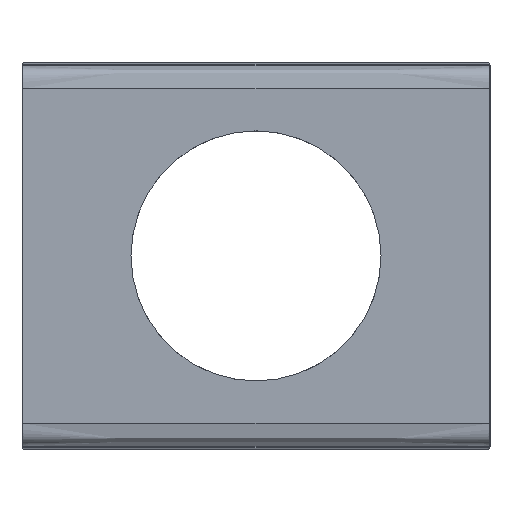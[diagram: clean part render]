
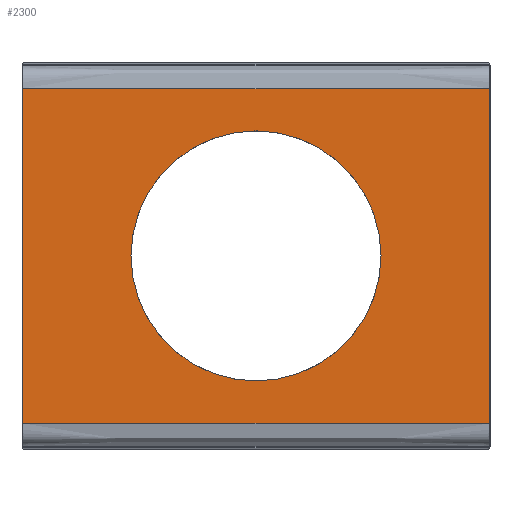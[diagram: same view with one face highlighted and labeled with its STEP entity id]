
A CAD part, top view. The second image highlights one B-rep face of the part: STEP entity #2300.
In plain terms, the highlighted planar face has unit normal (0, 0, -1).
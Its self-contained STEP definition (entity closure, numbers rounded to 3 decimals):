
#1109=AXIS2_PLACEMENT_3D('Circle Axis2P3D',#1107,#1108,$) ;
#1130=AXIS2_PLACEMENT_3D('Circle Axis2P3D',#1128,#1129,$) ;
#2288=AXIS2_PLACEMENT_3D('Plane Axis2P3D',#2285,#2286,#2287) ;
#1104=CARTESIAN_POINT('Vertex',(-26.8,0.,8.5)) ;
#1107=CARTESIAN_POINT('Axis2P3D Location',(0.,0.,8.5)) ;
#1111=CARTESIAN_POINT('Vertex',(26.8,0.,8.5)) ;
#1128=CARTESIAN_POINT('Axis2P3D Location',(0.,0.,8.5)) ;
#1851=CARTESIAN_POINT('Vertex',(50.,-35.881,8.5)) ;
#1854=CARTESIAN_POINT('Line Origine',(50.,0.,8.5)) ;
#1858=CARTESIAN_POINT('Vertex',(50.,35.881,8.5)) ;
#1987=CARTESIAN_POINT('Line Origine',(0.,35.881,8.5)) ;
#1991=CARTESIAN_POINT('Vertex',(-50.,35.881,8.5)) ;
#2083=CARTESIAN_POINT('Line Origine',(-50.,0.,8.5)) ;
#2087=CARTESIAN_POINT('Vertex',(-50.,-35.881,8.5)) ;
#2138=CARTESIAN_POINT('Line Origine',(0.,-35.881,8.5)) ;
#2285=CARTESIAN_POINT('Axis2P3D Location',(0.,35.881,8.5)) ;
#1108=DIRECTION('Axis2P3D Direction',(0.,0.,1.)) ;
#1129=DIRECTION('Axis2P3D Direction',(0.,0.,1.)) ;
#1855=DIRECTION('Vector Direction',(0.,-1.,0.)) ;
#1988=DIRECTION('Vector Direction',(1.,0.,0.)) ;
#2084=DIRECTION('Vector Direction',(0.,-1.,0.)) ;
#2139=DIRECTION('Vector Direction',(1.,0.,0.)) ;
#2286=DIRECTION('Axis2P3D Direction',(-0.,0.,1.)) ;
#2287=DIRECTION('Axis2P3D XDirection',(0.,-1.,0.)) ;
#1856=VECTOR('Line Direction',#1855,1.) ;
#1989=VECTOR('Line Direction',#1988,1.) ;
#2085=VECTOR('Line Direction',#2084,1.) ;
#2140=VECTOR('Line Direction',#2139,1.) ;
#2291=ORIENTED_EDGE('',*,*,#2089,.F.) ;
#2292=ORIENTED_EDGE('',*,*,#1993,.T.) ;
#2293=ORIENTED_EDGE('',*,*,#1860,.T.) ;
#2294=ORIENTED_EDGE('',*,*,#2142,.F.) ;
#2297=ORIENTED_EDGE('',*,*,#1132,.T.) ;
#2298=ORIENTED_EDGE('',*,*,#1113,.T.) ;
#2299=FACE_BOUND('',#2296,.T.) ;
#2300=ADVANCED_FACE('Surface.1',(#2295,#2299),#2289,.F.) ;
#1110=CIRCLE('generated circle',#1109,26.8) ;
#1131=CIRCLE('generated circle',#1130,26.8) ;
#1113=EDGE_CURVE('',#1112,#1105,#1110,.T.) ;
#1132=EDGE_CURVE('',#1105,#1112,#1131,.T.) ;
#1860=EDGE_CURVE('',#1859,#1852,#1857,.T.) ;
#1993=EDGE_CURVE('',#1992,#1859,#1990,.T.) ;
#2089=EDGE_CURVE('',#1992,#2088,#2086,.T.) ;
#2142=EDGE_CURVE('',#2088,#1852,#2141,.T.) ;
#2290=EDGE_LOOP('',(#2291,#2292,#2293,#2294)) ;
#2296=EDGE_LOOP('',(#2297,#2298)) ;
#2295=FACE_OUTER_BOUND('',#2290,.T.) ;
#1857=LINE('Line',#1854,#1856) ;
#1990=LINE('Line',#1987,#1989) ;
#2086=LINE('Line',#2083,#2085) ;
#2141=LINE('Line',#2138,#2140) ;
#2289=PLANE('',#2288) ;
#1105=VERTEX_POINT('',#1104) ;
#1112=VERTEX_POINT('',#1111) ;
#1852=VERTEX_POINT('',#1851) ;
#1859=VERTEX_POINT('',#1858) ;
#1992=VERTEX_POINT('',#1991) ;
#2088=VERTEX_POINT('',#2087) ;
